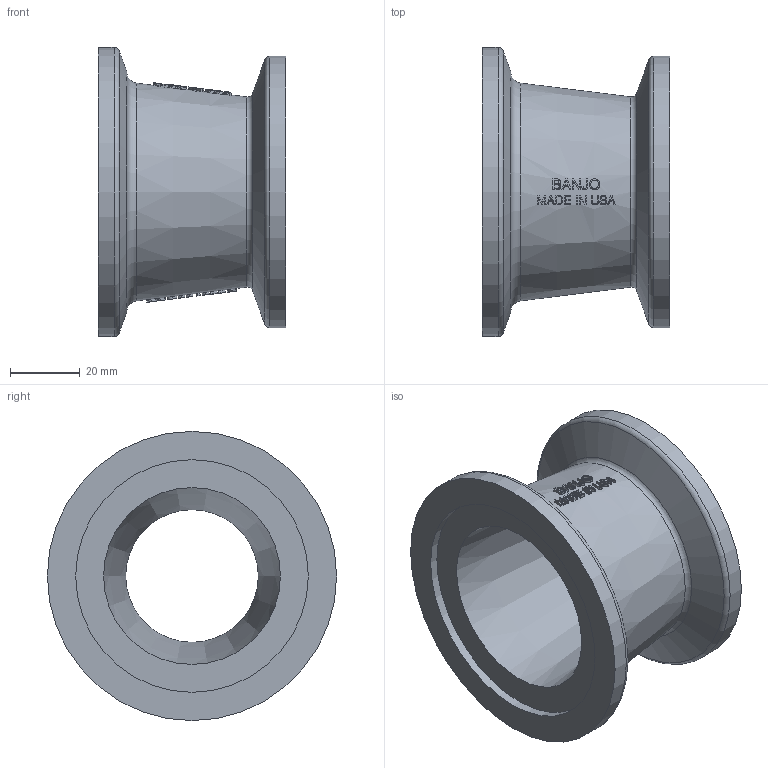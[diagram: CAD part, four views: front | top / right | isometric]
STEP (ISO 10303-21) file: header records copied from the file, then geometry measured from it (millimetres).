
FILE_DESCRIPTION(/* description */ ('Manifold Coupler M220 x M200'),/* implementation_level */ '2;1');
FILE_NAME(/* name */ 'M220200CPG.stp',/* time_stamp */ '2014-04-16T08:02:27-04:00',/* author */ ('mclevenger'),/* organization */ (''),/* preprocessor_version */ 'ST-DEVELOPER v15.2',/* originating_system */ 'Autodesk Inventor 2014',/* authorisation */ '');
FILE_SCHEMA (('AUTOMOTIVE_DESIGN { 1 0 10303 214 3 1 1 }'));
Length unit declared in the file: inch
Products named in the file (1): M220200CPG
Bounding box: 53.85 x 83.06 x 83.06 mm (x, y, z)
Volume: 90322 mm3; surface area: 29233.6 mm2
Topology: 1 solids, 1 shells, 350 faces, 926 edges, 615 vertices
Faces by surface type: plane 165, bspline 137, cone 39, torus 5, cylinder 4
Full cylindrical faces by diameter (mm): 55.626 x1, 66.802 x1, 77.978 x1, 83.058 x1
Entity records: 13260 total; most frequent: CARTESIAN_POINT 5371, ORIENTED_EDGE 1822, DIRECTION 1250, EDGE_CURVE 911, VERTEX_POINT 613, LINE 452, VECTOR 452, EDGE_LOOP 402
